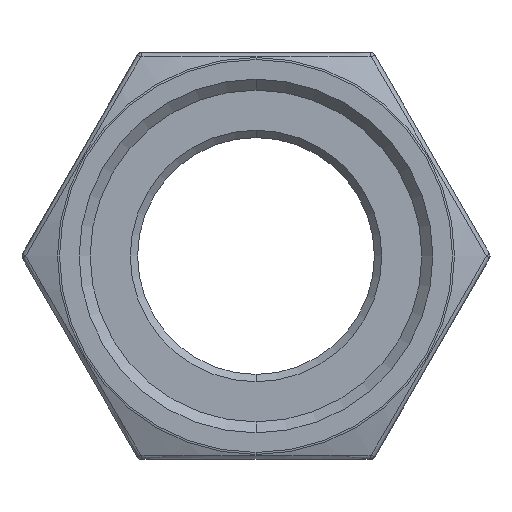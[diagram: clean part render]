
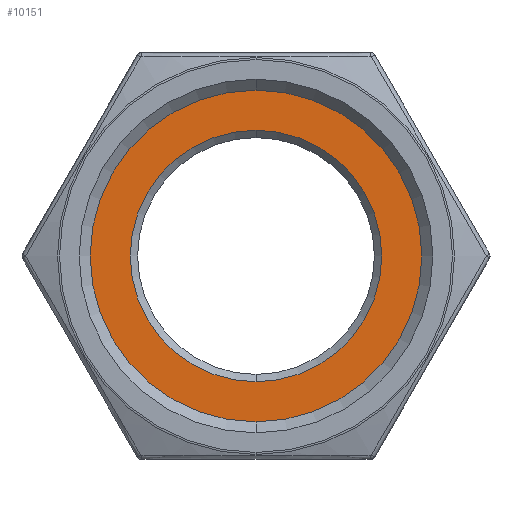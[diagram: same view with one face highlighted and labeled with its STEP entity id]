
A CAD part, left-side view. The second image highlights one B-rep face of the part: STEP entity #10151.
In plain terms, the highlighted planar face has unit normal (-1, 0, 0).
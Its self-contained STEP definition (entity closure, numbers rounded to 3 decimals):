
#251 = CARTESIAN_POINT ( 'NONE',  ( -65., 0., 0. ) ) ;
#392 = DIRECTION ( 'NONE',  ( 0., 0., -1. ) ) ;
#568 = CIRCLE ( 'NONE', #5821, 22.42 ) ;
#659 = AXIS2_PLACEMENT_3D ( 'NONE', #9761, #2821, #5340 ) ;
#983 = EDGE_CURVE ( 'NONE', #10977, #10403, #1365, .T. ) ;
#1365 = CIRCLE ( 'NONE', #2659, 22.42 ) ;
#1501 = DIRECTION ( 'NONE',  ( 1., 0., 0. ) ) ;
#1547 = AXIS2_PLACEMENT_3D ( 'NONE', #8672, #1501, #12623 ) ;
#1732 = DIRECTION ( 'NONE',  ( 0., 0., 1. ) ) ;
#1982 = CARTESIAN_POINT ( 'NONE',  ( -65., 0., 0. ) ) ;
#2659 = AXIS2_PLACEMENT_3D ( 'NONE', #1982, #9100, #392 ) ;
#2821 = DIRECTION ( 'NONE',  ( 1., 0., 0. ) ) ;
#3022 = DIRECTION ( 'NONE',  ( -1., 0., 0. ) ) ;
#3023 = DIRECTION ( 'NONE',  ( 1., 0., 0. ) ) ;
#4649 = ORIENTED_EDGE ( 'NONE', *, *, #5990, .T. ) ;
#5340 = DIRECTION ( 'NONE',  ( 0., 0., 1. ) ) ;
#5821 = AXIS2_PLACEMENT_3D ( 'NONE', #251, #3023, #7081 ) ;
#5832 = CARTESIAN_POINT ( 'NONE',  ( -65., 22.42, 0. ) ) ;
#5990 = EDGE_CURVE ( 'NONE', #16241, #7921, #7582, .T. ) ;
#6200 = CARTESIAN_POINT ( 'NONE',  ( -65., 0., 22.42 ) ) ;
#6323 = EDGE_LOOP ( 'NONE', ( #12361, #4649 ) ) ;
#6791 = EDGE_LOOP ( 'NONE', ( #7590, #13373 ) ) ;
#7081 = DIRECTION ( 'NONE',  ( 0., 0., -1. ) ) ;
#7341 = AXIS2_PLACEMENT_3D ( 'NONE', #5832, #3022, #1732 ) ;
#7569 = FACE_BOUND ( 'NONE', #6323, .T. ) ;
#7582 = CIRCLE ( 'NONE', #659, 17. ) ;
#7590 = ORIENTED_EDGE ( 'NONE', *, *, #14482, .F. ) ;
#7921 = VERTEX_POINT ( 'NONE', #10004 ) ;
#8672 = CARTESIAN_POINT ( 'NONE',  ( -65., 0., 0. ) ) ;
#9100 = DIRECTION ( 'NONE',  ( 1., 0., 0. ) ) ;
#9128 = EDGE_CURVE ( 'NONE', #7921, #16241, #16394, .T. ) ;
#9170 = CARTESIAN_POINT ( 'NONE',  ( -65., 0., -17. ) ) ;
#9558 = FACE_OUTER_BOUND ( 'NONE', #6791, .T. ) ;
#9761 = CARTESIAN_POINT ( 'NONE',  ( -65., 0., 0. ) ) ;
#10004 = CARTESIAN_POINT ( 'NONE',  ( -65., 0., 17. ) ) ;
#10151 = ADVANCED_FACE ( 'NONE', ( #7569, #9558 ), #12973, .T. ) ;
#10403 = VERTEX_POINT ( 'NONE', #13453 ) ;
#10977 = VERTEX_POINT ( 'NONE', #6200 ) ;
#12361 = ORIENTED_EDGE ( 'NONE', *, *, #9128, .T. ) ;
#12623 = DIRECTION ( 'NONE',  ( 0., 0., 1. ) ) ;
#12973 = PLANE ( 'NONE',  #7341 ) ;
#13373 = ORIENTED_EDGE ( 'NONE', *, *, #983, .F. ) ;
#13453 = CARTESIAN_POINT ( 'NONE',  ( -65., 0., -22.42 ) ) ;
#14482 = EDGE_CURVE ( 'NONE', #10403, #10977, #568, .T. ) ;
#16241 = VERTEX_POINT ( 'NONE', #9170 ) ;
#16394 = CIRCLE ( 'NONE', #1547, 17. ) ;
